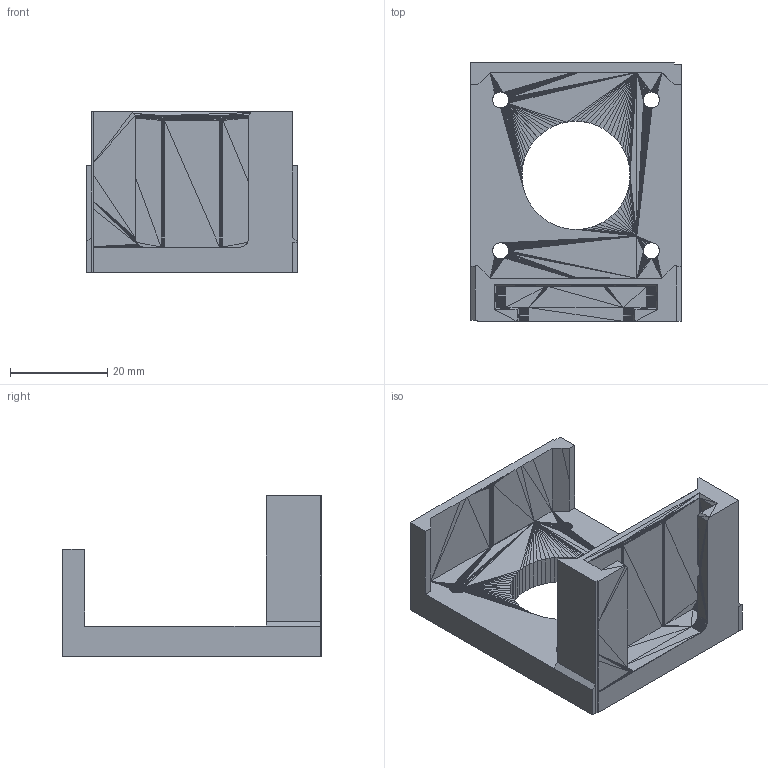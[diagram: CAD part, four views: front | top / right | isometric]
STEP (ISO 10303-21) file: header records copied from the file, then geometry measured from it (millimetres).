
FILE_DESCRIPTION(/* description */ (''),/* implementation_level */ '2;1');
FILE_NAME(/* name */ 'motor_extruder_mount v5.stp',/* time_stamp */ '2017-06-05T07:47:20-03:00',/* author */ (''),/* organization */ (''),/* preprocessor_version */ 'ST-DEVELOPER v16.13',/* originating_system */ 'Autodesk Translation Framework v6.1.1.50',/* authorisation */ '');
FILE_SCHEMA (('AUTOMOTIVE_DESIGN { 1 0 10303 214 3 1 1 }'));
Length unit declared in the file: millimetre
Products named in the file (1): v2_extruder_mount v5
Bounding box: 43.3 x 53.16 x 32.98 mm (x, y, z)
Volume: 17421.6 mm3; surface area: 11025.3 mm2
Topology: 1 solids, 1 shells, 2105 faces, 3912 edges, 1804 vertices
Faces by surface type: plane 2105
Entity records: 52794 total; most frequent: ORIENTED_EDGE 8916, CARTESIAN_POINT 8916, DIRECTION 8670, LINE 4458, VECTOR 4458, EDGE_CURVE 4458, VERTEX_POINT 2352, EDGE_LOOP 2112
